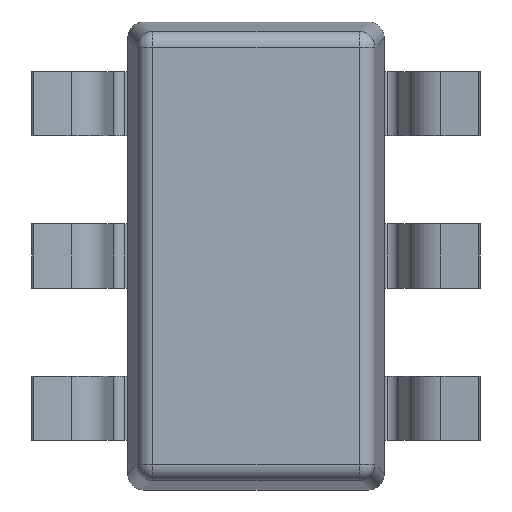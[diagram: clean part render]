
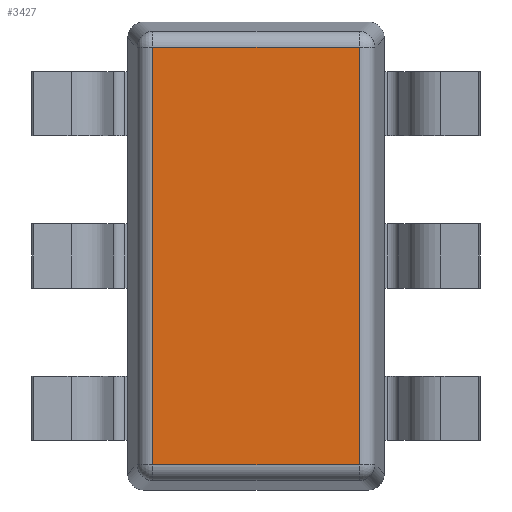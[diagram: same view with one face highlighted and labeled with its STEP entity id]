
A CAD part, front view. The second image highlights one B-rep face of the part: STEP entity #3427.
In plain terms, the highlighted planar face has unit normal (0, -1, 0).
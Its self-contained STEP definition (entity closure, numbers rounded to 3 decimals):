
#305 = EDGE_CURVE ( 'NONE', #2920, #3788, #3785, .T. ) ;
#326 = AXIS2_PLACEMENT_3D ( 'NONE', #2215, #2844, #3163 ) ;
#518 = VECTOR ( 'NONE', #1708, 1000. ) ;
#751 = LINE ( 'NONE', #3984, #3493 ) ;
#944 = PLANE ( 'NONE',  #326 ) ;
#1116 = VECTOR ( 'NONE', #1225, 1000. ) ;
#1180 = CARTESIAN_POINT ( 'NONE',  ( -0.643, 0.1, 1.303 ) ) ;
#1225 = DIRECTION ( 'NONE',  ( -1., 0., 0. ) ) ;
#1708 = DIRECTION ( 'NONE',  ( 0., 0., -1. ) ) ;
#1718 = ORIENTED_EDGE ( 'NONE', *, *, #2475, .T. ) ;
#1867 = CARTESIAN_POINT ( 'NONE',  ( -0.643, 0.1, -1.303 ) ) ;
#2006 = DIRECTION ( 'NONE',  ( 0., 0., 1. ) ) ;
#2055 = LINE ( 'NONE', #3073, #3392 ) ;
#2141 = CARTESIAN_POINT ( 'NONE',  ( 0.643, 0.1, 1.303 ) ) ;
#2182 = EDGE_CURVE ( 'NONE', #2596, #2920, #2055, .T. ) ;
#2208 = CARTESIAN_POINT ( 'NONE',  ( 0.643, 0.1, -1.303 ) ) ;
#2215 = CARTESIAN_POINT ( 'NONE',  ( 0., 0.1, 0. ) ) ;
#2338 = ORIENTED_EDGE ( 'NONE', *, *, #2182, .T. ) ;
#2357 = FACE_OUTER_BOUND ( 'NONE', #3831, .T. ) ;
#2388 = VERTEX_POINT ( 'NONE', #1867 ) ;
#2475 = EDGE_CURVE ( 'NONE', #3788, #2388, #3126, .T. ) ;
#2596 = VERTEX_POINT ( 'NONE', #2208 ) ;
#2703 = DIRECTION ( 'NONE',  ( 1., 0., 0. ) ) ;
#2792 = ORIENTED_EDGE ( 'NONE', *, *, #305, .T. ) ;
#2844 = DIRECTION ( 'NONE',  ( 0., -1., 0. ) ) ;
#2856 = ORIENTED_EDGE ( 'NONE', *, *, #2912, .T. ) ;
#2912 = EDGE_CURVE ( 'NONE', #2388, #2596, #751, .T. ) ;
#2920 = VERTEX_POINT ( 'NONE', #2141 ) ;
#3027 = CARTESIAN_POINT ( 'NONE',  ( -0.643, 0.1, -1.39 ) ) ;
#3073 = CARTESIAN_POINT ( 'NONE',  ( 0.643, 0.1, 1.39 ) ) ;
#3126 = LINE ( 'NONE', #3027, #518 ) ;
#3163 = DIRECTION ( 'NONE',  ( 0., 0., -1. ) ) ;
#3365 = CARTESIAN_POINT ( 'NONE',  ( -0.73, 0.1, 1.303 ) ) ;
#3392 = VECTOR ( 'NONE', #2006, 1000. ) ;
#3427 = ADVANCED_FACE ( 'NONE', ( #2357 ), #944, .T. ) ;
#3493 = VECTOR ( 'NONE', #2703, 1000. ) ;
#3785 = LINE ( 'NONE', #3365, #1116 ) ;
#3788 = VERTEX_POINT ( 'NONE', #1180 ) ;
#3831 = EDGE_LOOP ( 'NONE', ( #2792, #1718, #2856, #2338 ) ) ;
#3984 = CARTESIAN_POINT ( 'NONE',  ( 0.73, 0.1, -1.303 ) ) ;
